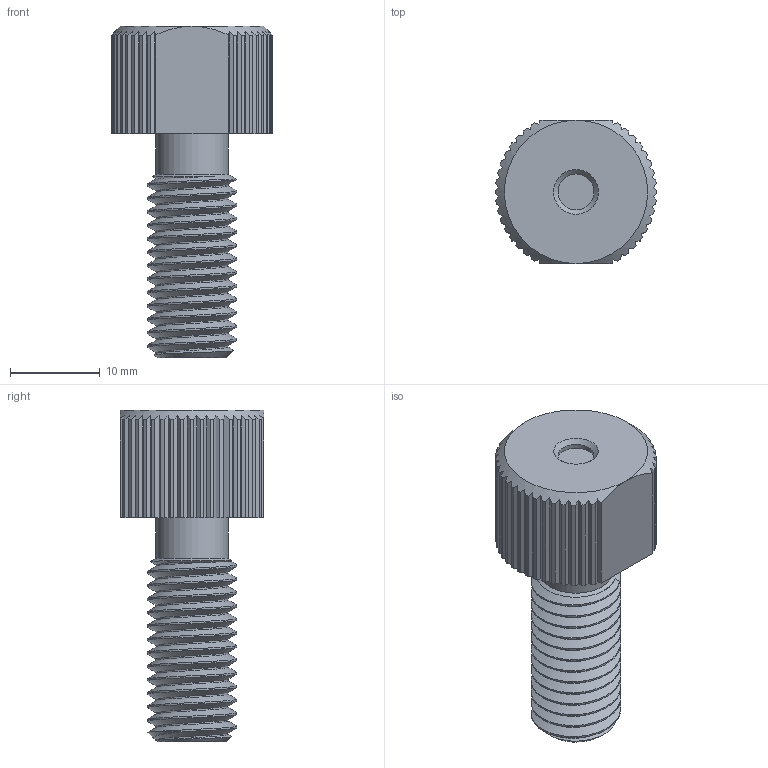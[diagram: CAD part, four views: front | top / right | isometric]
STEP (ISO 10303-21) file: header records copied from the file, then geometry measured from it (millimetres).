
FILE_DESCRIPTION(/* description */ (''),/* implementation_level */ '2;1');
FILE_NAME(/* name */ 'PENETRATOR-M-BLANK-10-25-R3.step',/* time_stamp */ '2021-07-08T08:31:12+02:00',/* author */ (''),/* organization */ (''),/* preprocessor_version */ 'ST-DEVELOPER v18.1',/* originating_system */ 'Autodesk Translation Framework v10.9.0.1377',/* authorisation */ '');
FILE_SCHEMA (('AUTOMOTIVE_DESIGN { 1 0 10303 214 3 1 1 }'));
Length unit declared in the file: millimetre
Products named in the file (1): PENETRATOR-M-BLANK-10-25-R3
Bounding box: 18 x 16 x 37 mm (x, y, z)
Volume: 4236.4 mm3; surface area: 2495.1 mm2
Topology: 1 solids, 1 shells, 157 faces, 447 edges, 297 vertices
Faces by surface type: plane 81, cylinder 67, cone 7, bspline 2
Full cylindrical faces by diameter (mm): 4 x2, 8.051 x13, 10 x12, 10.82 x1, 15.12 x1
Entity records: 7900 total; most frequent: CARTESIAN_POINT 3965, ORIENTED_EDGE 894, DIRECTION 710, EDGE_CURVE 447, VERTEX_POINT 297, AXIS2_PLACEMENT_3D 246, LINE 218, VECTOR 218
